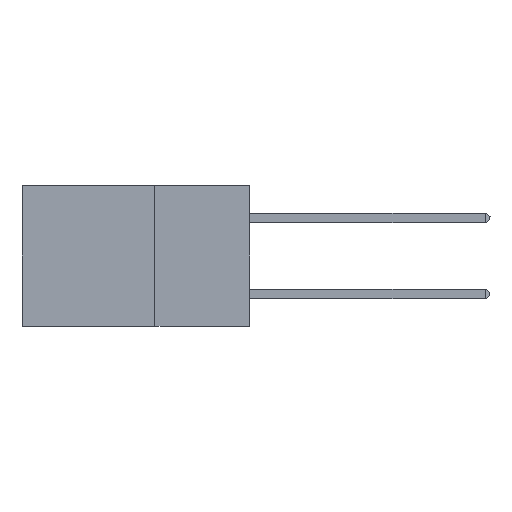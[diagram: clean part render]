
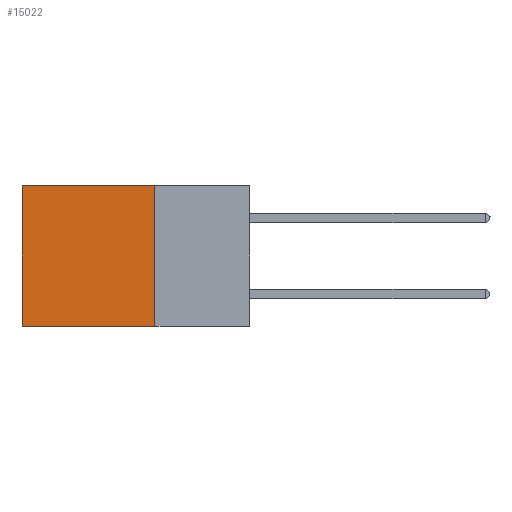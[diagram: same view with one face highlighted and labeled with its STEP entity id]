
A CAD part, left-side view. The second image highlights one B-rep face of the part: STEP entity #15022.
In plain terms, the highlighted planar face has unit normal (-1, 0, 0).
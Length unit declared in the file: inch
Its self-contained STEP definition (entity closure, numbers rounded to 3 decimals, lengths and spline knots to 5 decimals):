
#228 = FACE_OUTER_BOUND ( 'NONE', #18479, .T. ) ;
#453 = CARTESIAN_POINT ( 'NONE',  ( 0.2875, 0.25, 0. ) ) ;
#1364 = ORIENTED_EDGE ( 'NONE', *, *, #8963, .T. ) ;
#3097 = LINE ( 'NONE', #8776, #9790 ) ;
#3216 = CARTESIAN_POINT ( 'NONE',  ( 0.2875, 0.25, -0.37 ) ) ;
#3262 = VECTOR ( 'NONE', #9510, 39.37008 ) ;
#5070 = DIRECTION ( 'NONE',  ( 0., 0., -1. ) ) ;
#5822 = DIRECTION ( 'NONE',  ( 0., 1., 0. ) ) ;
#6210 = CARTESIAN_POINT ( 'NONE',  ( 0.2875, 0.6, 0. ) ) ;
#7697 = VECTOR ( 'NONE', #9693, 39.37008 ) ;
#8018 = VERTEX_POINT ( 'NONE', #10491 ) ;
#8179 = CARTESIAN_POINT ( 'NONE',  ( 0.2875, 0.25, 0. ) ) ;
#8738 = VERTEX_POINT ( 'NONE', #11286 ) ;
#8776 = CARTESIAN_POINT ( 'NONE',  ( 0.2875, 0.25, 0. ) ) ;
#8963 = EDGE_CURVE ( 'NONE', #20336, #8738, #3097, .T. ) ;
#9185 = LINE ( 'NONE', #8179, #7697 ) ;
#9510 = DIRECTION ( 'NONE',  ( 0., 1., 0. ) ) ;
#9693 = DIRECTION ( 'NONE',  ( 0., 0., -1. ) ) ;
#9744 = DIRECTION ( 'NONE',  ( 0., 0., -1. ) ) ;
#9790 = VECTOR ( 'NONE', #5822, 39.37008 ) ;
#9961 = PLANE ( 'NONE',  #15270 ) ;
#10491 = CARTESIAN_POINT ( 'NONE',  ( 0.2875, 0.6, -0.37 ) ) ;
#11286 = CARTESIAN_POINT ( 'NONE',  ( 0.2875, 0.6, 0. ) ) ;
#12436 = ORIENTED_EDGE ( 'NONE', *, *, #20302, .T. ) ;
#15022 = ADVANCED_FACE ( 'NONE', ( #228 ), #9961, .F. ) ;
#15270 = AXIS2_PLACEMENT_3D ( 'NONE', #453, #16260, #9744 ) ;
#15542 = ORIENTED_EDGE ( 'NONE', *, *, #19294, .F. ) ;
#15811 = LINE ( 'NONE', #17827, #3262 ) ;
#16260 = DIRECTION ( 'NONE',  ( 1., 0., 0. ) ) ;
#16346 = CARTESIAN_POINT ( 'NONE',  ( 0.2875, 0.25, 0. ) ) ;
#17459 = VERTEX_POINT ( 'NONE', #3216 ) ;
#17827 = CARTESIAN_POINT ( 'NONE',  ( 0.2875, 0.25, -0.37 ) ) ;
#18441 = LINE ( 'NONE', #6210, #18702 ) ;
#18479 = EDGE_LOOP ( 'NONE', ( #12436, #18730, #15542, #1364 ) ) ;
#18522 = EDGE_CURVE ( 'NONE', #17459, #8018, #15811, .T. ) ;
#18702 = VECTOR ( 'NONE', #5070, 39.37008 ) ;
#18730 = ORIENTED_EDGE ( 'NONE', *, *, #18522, .F. ) ;
#19294 = EDGE_CURVE ( 'NONE', #20336, #17459, #9185, .T. ) ;
#20302 = EDGE_CURVE ( 'NONE', #8738, #8018, #18441, .T. ) ;
#20336 = VERTEX_POINT ( 'NONE', #16346 ) ;
